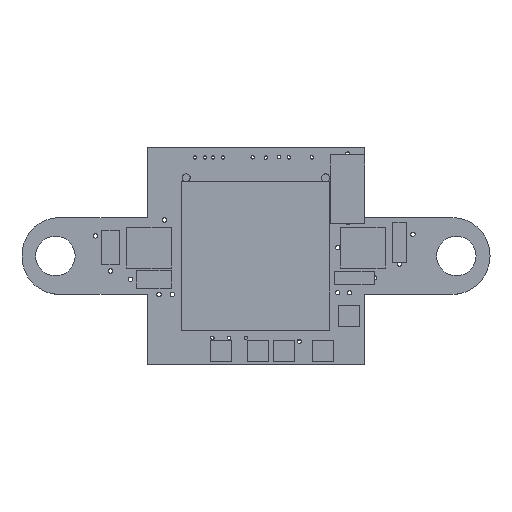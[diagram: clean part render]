
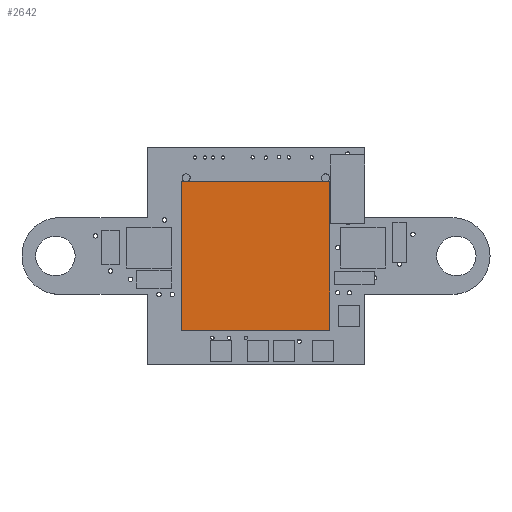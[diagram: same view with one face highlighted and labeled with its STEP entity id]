
A CAD part, top view. The second image highlights one B-rep face of the part: STEP entity #2642.
In plain terms, the highlighted planar face has unit normal (0, 0, 1).
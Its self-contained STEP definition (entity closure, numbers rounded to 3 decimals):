
#491=FACE_OUTER_BOUND('',#626,.T.);
#626=EDGE_LOOP('',(#1936,#1937,#1938,#1939));
#895=LINE('',#4102,#1110);
#896=LINE('',#4104,#1111);
#897=LINE('',#4106,#1112);
#898=LINE('',#4107,#1113);
#1110=VECTOR('',#3280,10.);
#1111=VECTOR('',#3281,10.);
#1112=VECTOR('',#3282,10.);
#1113=VECTOR('',#3283,10.);
#1313=VERTEX_POINT('',#4100);
#1314=VERTEX_POINT('',#4101);
#1315=VERTEX_POINT('',#4103);
#1316=VERTEX_POINT('',#4105);
#1555=EDGE_CURVE('',#1313,#1314,#895,.T.);
#1556=EDGE_CURVE('',#1314,#1315,#896,.T.);
#1557=EDGE_CURVE('',#1315,#1316,#897,.T.);
#1558=EDGE_CURVE('',#1316,#1313,#898,.T.);
#1936=ORIENTED_EDGE('',*,*,#1555,.T.);
#1937=ORIENTED_EDGE('',*,*,#1556,.T.);
#1938=ORIENTED_EDGE('',*,*,#1557,.T.);
#1939=ORIENTED_EDGE('',*,*,#1558,.T.);
#2572=PLANE('',#2915);
#2642=ADVANCED_FACE('',(#491),#2572,.T.);
#2915=AXIS2_PLACEMENT_3D('',#4099,#3278,#3279);
#3278=DIRECTION('center_axis',(0.,0.,1.));
#3279=DIRECTION('ref_axis',(1.,0.,0.));
#3280=DIRECTION('',(0.,1.,0.));
#3281=DIRECTION('',(-1.,0.,0.));
#3282=DIRECTION('',(0.,-1.,0.));
#3283=DIRECTION('',(1.,0.,0.));
#4099=CARTESIAN_POINT('Origin',(0.,0.,0.1));
#4100=CARTESIAN_POINT('',(5.63,-5.63,0.1));
#4101=CARTESIAN_POINT('',(5.63,5.63,0.1));
#4102=CARTESIAN_POINT('',(5.63,0.,0.1));
#4103=CARTESIAN_POINT('',(-5.63,5.63,0.1));
#4104=CARTESIAN_POINT('',(0.,5.63,0.1));
#4105=CARTESIAN_POINT('',(-5.63,-5.63,0.1));
#4106=CARTESIAN_POINT('',(-5.63,0.,0.1));
#4107=CARTESIAN_POINT('',(0.,-5.63,0.1));
